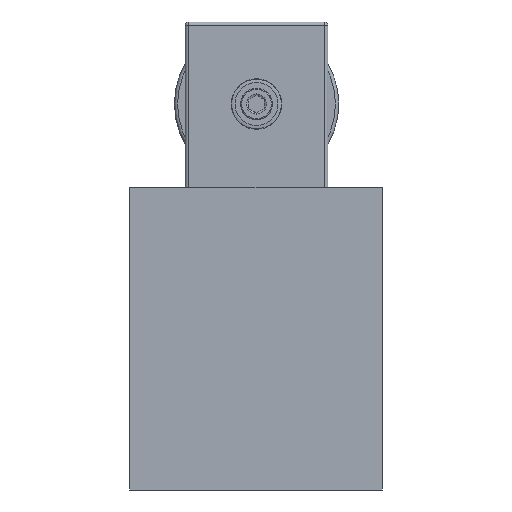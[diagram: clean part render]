
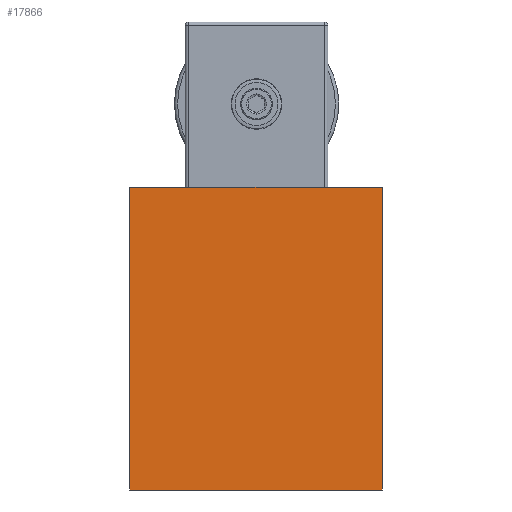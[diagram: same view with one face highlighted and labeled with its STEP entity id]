
A CAD part, front view. The second image highlights one B-rep face of the part: STEP entity #17866.
In plain terms, the highlighted planar face has unit normal (0, -1, 0).
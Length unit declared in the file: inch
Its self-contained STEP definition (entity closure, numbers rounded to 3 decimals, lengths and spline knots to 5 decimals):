
#1274=PLANE('',#19772);
#2326=FACE_OUTER_BOUND('',#3589,.T.);
#3589=EDGE_LOOP('',(#16663,#16664,#16665,#16666));
#5258=LINE('',#30372,#6959);
#5290=LINE('',#30435,#6991);
#5291=LINE('',#30437,#6992);
#5292=LINE('',#30438,#6993);
#6959=VECTOR('',#25013,0.3937);
#6991=VECTOR('',#25065,0.3937);
#6992=VECTOR('',#25068,0.3937);
#6993=VECTOR('',#25069,0.3937);
#9306=VERTEX_POINT('',#30369);
#9307=VERTEX_POINT('',#30371);
#9327=VERTEX_POINT('',#30431);
#9328=VERTEX_POINT('',#30433);
#11748=EDGE_CURVE('',#9306,#9307,#5258,.T.);
#11780=EDGE_CURVE('',#9327,#9328,#5290,.T.);
#11781=EDGE_CURVE('',#9306,#9327,#5291,.T.);
#11782=EDGE_CURVE('',#9307,#9328,#5292,.T.);
#16663=ORIENTED_EDGE('',*,*,#11781,.T.);
#16664=ORIENTED_EDGE('',*,*,#11780,.T.);
#16665=ORIENTED_EDGE('',*,*,#11782,.F.);
#16666=ORIENTED_EDGE('',*,*,#11748,.F.);
#17866=ADVANCED_FACE('',(#2326),#1274,.T.);
#19772=AXIS2_PLACEMENT_3D('',#30436,#25066,#25067);
#25013=DIRECTION('',(0.,0.,1.));
#25065=DIRECTION('',(0.,0.,1.));
#25066=DIRECTION('center_axis',(0.,-1.,0.));
#25067=DIRECTION('ref_axis',(1.,0.,0.));
#25068=DIRECTION('',(1.,0.,0.));
#25069=DIRECTION('',(1.,0.,0.));
#30369=CARTESIAN_POINT('',(-1.25,-0.455,-2.3175));
#30371=CARTESIAN_POINT('',(-1.25,-0.455,0.6825));
#30372=CARTESIAN_POINT('',(-1.25,-0.455,-2.3175));
#30431=CARTESIAN_POINT('',(1.25,-0.455,-2.3175));
#30433=CARTESIAN_POINT('',(1.25,-0.455,0.6825));
#30435=CARTESIAN_POINT('',(1.25,-0.455,-2.3175));
#30436=CARTESIAN_POINT('Origin',(-1.25,-0.455,-2.3175));
#30437=CARTESIAN_POINT('',(-1.25,-0.455,-2.3175));
#30438=CARTESIAN_POINT('',(-1.25,-0.455,0.6825));
